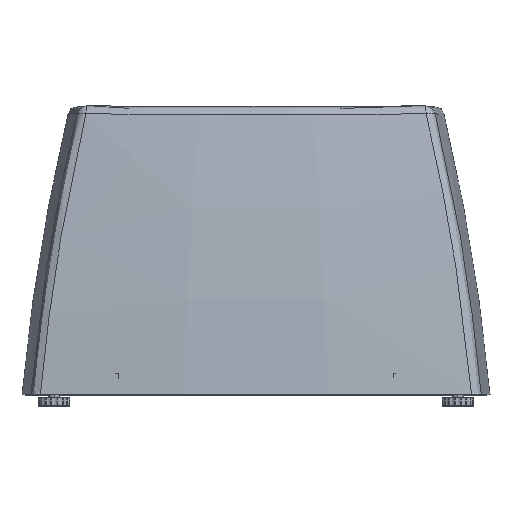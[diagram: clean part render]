
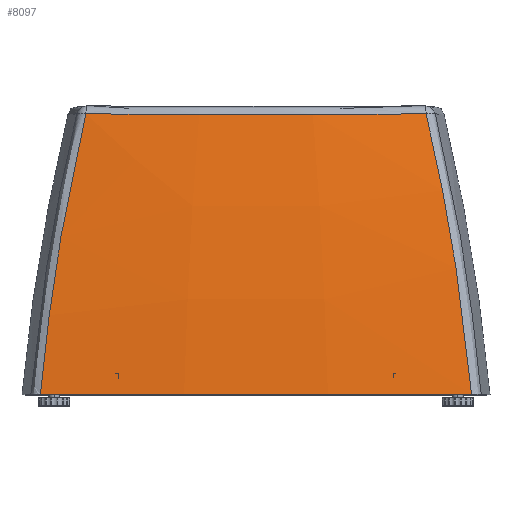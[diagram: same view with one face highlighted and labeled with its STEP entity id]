
A CAD part, top view. The second image highlights one B-rep face of the part: STEP entity #8097.
In plain terms, the highlighted free-form (B-spline) face has degree [3, 3] with [4, 4] control points.
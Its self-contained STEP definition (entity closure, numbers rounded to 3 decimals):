
#21 = CARTESIAN_POINT ( 'NONE',  ( 62.499, -199.704, 182.171 ) ) ;
#61 = CARTESIAN_POINT ( 'NONE',  ( -26.593, -176.958, 261.871 ) ) ;
#203 = CARTESIAN_POINT ( 'NONE',  ( 159.197, -167.702, 262.503 ) ) ;
#492 = VERTEX_POINT ( 'NONE', #6607 ) ;
#557 = CARTESIAN_POINT ( 'NONE',  ( 177.35, -186.082, 176.378 ) ) ;
#653 = CARTESIAN_POINT ( 'NONE',  ( 168.773, -177.401, 219.641 ) ) ;
#665 = CARTESIAN_POINT ( 'NONE',  ( -210., -210., 0. ) ) ;
#711 = CARTESIAN_POINT ( 'NONE',  ( 201.371, -201.371, 92.171 ) ) ;
#725 = ORIENTED_EDGE ( 'NONE', *, *, #1847, .T. ) ;
#857 = CARTESIAN_POINT ( 'NONE',  ( -201.371, -201.371, 92.171 ) ) ;
#995 = CARTESIAN_POINT ( 'NONE',  ( -145.981, -169.247, 262.396 ) ) ;
#1042 = CARTESIAN_POINT ( 'NONE',  ( 6.647, -176.958, 261.871 ) ) ;
#1247 = B_SPLINE_CURVE_WITH_KNOTS ( 'NONE', 3,
 ( #5959, #8004, #4457, #2739, #9613, #8877, #8928, #9562, #9662, #5009, #5211, #8196, #8830, #4316, #7461, #2094 ),
 .UNSPECIFIED., .F., .F.,
 ( 4, 2, 2, 2, 2, 2, 2, 4 ),
 ( 0., 0.034, 0.067, 0.101, 0.135, 0.202, 0.236, 0.27 ),
 .UNSPECIFIED. ) ;
#1276 = EDGE_LOOP ( 'NONE', ( #1978, #4545, #725, #2736 ) ) ;
#1445 = CARTESIAN_POINT ( 'NONE',  ( 70.316, -223.333, 0. ) ) ;
#1548 = CARTESIAN_POINT ( 'NONE',  ( 67.538, -223.077, 0. ) ) ;
#1847 = EDGE_CURVE ( 'NONE', #7808, #492, #3746, .T. ) ;
#1925 = CARTESIAN_POINT ( 'NONE',  ( 199.008, -207.979, 27.833 ) ) ;
#1968 = CARTESIAN_POINT ( 'NONE',  ( 201.256, -210.25, 5.573 ) ) ;
#1972 = CARTESIAN_POINT ( 'NONE',  ( 159.197, -167.702, 262.503 ) ) ;
#1978 = ORIENTED_EDGE ( 'NONE', *, *, #7299, .T. ) ;
#2094 = CARTESIAN_POINT ( 'NONE',  ( -201.771, -210.77, 0. ) ) ;
#2114 = CARTESIAN_POINT ( 'NONE',  ( 201.771, -210.77, 0. ) ) ;
#2736 = ORIENTED_EDGE ( 'NONE', *, *, #9655, .T. ) ;
#2739 = CARTESIAN_POINT ( 'NONE',  ( -168.772, -177.4, 219.645 ) ) ;
#2899 = CARTESIAN_POINT ( 'NONE',  ( 195.871, -204.809, 55.584 ) ) ;
#2964 = CARTESIAN_POINT ( 'NONE',  ( -70.316, -223.333, 0. ) ) ;
#3049 = CARTESIAN_POINT ( 'NONE',  ( -53.159, -176.189, 261.922 ) ) ;
#3187 = CARTESIAN_POINT ( 'NONE',  ( 132.765, -170.793, 262.288 ) ) ;
#3601 = CARTESIAN_POINT ( 'NONE',  ( 171.009, -179.664, 208.861 ) ) ;
#3650 = CARTESIAN_POINT ( 'NONE',  ( 201.771, -210.77, 0. ) ) ;
#3746 = B_SPLINE_CURVE_WITH_KNOTS ( 'NONE', 3,
 ( #203, #3187, #8358, #7766, #9181, #9083, #4623, #8408, #1042, #61, #3049, #3884, #6932, #7627, #995, #6840 ),
 .UNSPECIFIED., .F., .F.,
 ( 4, 2, 2, 2, 2, 2, 2, 4 ),
 ( 0., 0.08, 0.12, 0.14, 0.159, 0.239, 0.279, 0.319 ),
 .UNSPECIFIED. ) ;
#3799 = CARTESIAN_POINT ( 'NONE',  ( -55.405, -178.333, 270. ) ) ;
#3884 = CARTESIAN_POINT ( 'NONE',  ( -92.969, -173.877, 262.079 ) ) ;
#4158 = B_SPLINE_SURFACE_WITH_KNOTS ( 'NONE', 3, 3, ( 
 ( #665, #857, #7492, #6033 ),
 ( #2964, #5241, #8957, #3799 ),
 ( #1445, #4441, #21, #9002 ),
 ( #9049, #711, #6661, #8131 ) ),
 .UNSPECIFIED., .F., .F., .F.,
 ( 4, 4 ),
 ( 4, 4 ),
 ( 0., 1. ),
 ( 0., 1. ),
 .UNSPECIFIED. ) ;
#4287 = CARTESIAN_POINT ( 'NONE',  ( 188.476, -197.335, 110.808 ) ) ;
#4316 = CARTESIAN_POINT ( 'NONE',  ( -199.616, -208.593, 22.281 ) ) ;
#4330 = CARTESIAN_POINT ( 'NONE',  ( 199.593, -208.57, 22.274 ) ) ;
#4441 = CARTESIAN_POINT ( 'NONE',  ( 67.469, -214.704, 92.171 ) ) ;
#4457 = CARTESIAN_POINT ( 'NONE',  ( -164.119, -172.688, 241.134 ) ) ;
#4541 = CARTESIAN_POINT ( 'NONE',  ( 201.771, -210.77, 0. ) ) ;
#4545 = ORIENTED_EDGE ( 'NONE', *, *, #4962, .T. ) ;
#4582 = FACE_OUTER_BOUND ( 'NONE', #1276, .T. ) ;
#4623 = CARTESIAN_POINT ( 'NONE',  ( 26.598, -176.717, 261.887 ) ) ;
#4736 = VERTEX_POINT ( 'NONE', #7322 ) ;
#4928 = CARTESIAN_POINT ( 'NONE',  ( 159.197, -167.702, 262.503 ) ) ;
#4962 = EDGE_CURVE ( 'NONE', #7373, #7808, #7727, .T. ) ;
#4976 = CARTESIAN_POINT ( 'NONE',  ( 164.12, -172.689, 241.13 ) ) ;
#5009 = CARTESIAN_POINT ( 'NONE',  ( -188.479, -197.338, 110.783 ) ) ;
#5211 = CARTESIAN_POINT ( 'NONE',  ( -191.66, -200.553, 88.767 ) ) ;
#5241 = CARTESIAN_POINT ( 'NONE',  ( -67.469, -214.704, 92.171 ) ) ;
#5926 = CARTESIAN_POINT ( 'NONE',  ( 175.297, -184.005, 187.229 ) ) ;
#5959 = CARTESIAN_POINT ( 'NONE',  ( -159.197, -167.702, 262.503 ) ) ;
#6033 = CARTESIAN_POINT ( 'NONE',  ( -165., -165., 270. ) ) ;
#6552 = CARTESIAN_POINT ( 'NONE',  ( 161.703, -170.241, 251.838 ) ) ;
#6607 = CARTESIAN_POINT ( 'NONE',  ( -159.197, -167.702, 262.503 ) ) ;
#6661 = CARTESIAN_POINT ( 'NONE',  ( 186.371, -186.371, 182.171 ) ) ;
#6760 = CARTESIAN_POINT ( 'NONE',  ( -201.771, -210.77, 0. ) ) ;
#6840 = CARTESIAN_POINT ( 'NONE',  ( -159.197, -167.702, 262.503 ) ) ;
#6932 = CARTESIAN_POINT ( 'NONE',  ( -106.235, -172.914, 262.144 ) ) ;
#7188 = CARTESIAN_POINT ( 'NONE',  ( 183.143, -191.942, 143.68 ) ) ;
#7286 = CARTESIAN_POINT ( 'NONE',  ( 181.273, -190.051, 154.604 ) ) ;
#7299 = EDGE_CURVE ( 'NONE', #4736, #7373, #7906, .T. ) ;
#7322 = CARTESIAN_POINT ( 'NONE',  ( -201.771, -210.77, 0. ) ) ;
#7373 = VERTEX_POINT ( 'NONE', #2114 ) ;
#7380 = CARTESIAN_POINT ( 'NONE',  ( 200.717, -209.705, 11.145 ) ) ;
#7461 = CARTESIAN_POINT ( 'NONE',  ( -200.74, -209.729, 11.147 ) ) ;
#7492 = CARTESIAN_POINT ( 'NONE',  ( -186.371, -186.371, 182.171 ) ) ;
#7627 = CARTESIAN_POINT ( 'NONE',  ( -132.746, -170.598, 262.303 ) ) ;
#7647 = CARTESIAN_POINT ( 'NONE',  ( -67.538, -223.077, 0. ) ) ;
#7727 = B_SPLINE_CURVE_WITH_KNOTS ( 'NONE', 3,
 ( #3650, #1968, #7380, #4330, #1925, #8700, #2899, #8021, #4287, #7188, #7286, #557, #5926, #3601, #653, #4976, #6552, #4928 ),
 .UNSPECIFIED., .F., .F.,
 ( 4, 2, 2, 2, 2, 2, 2, 2, 4 ),
 ( 0., 0.017, 0.034, 0.067, 0.135, 0.169, 0.202, 0.236, 0.27 ),
 .UNSPECIFIED. ) ;
#7766 = CARTESIAN_POINT ( 'NONE',  ( 66.474, -175.416, 261.975 ) ) ;
#7808 = VERTEX_POINT ( 'NONE', #1972 ) ;
#7906 = B_SPLINE_CURVE_WITH_KNOTS ( 'NONE', 3,
 ( #6760, #7647, #1548, #4541 ),
 .UNSPECIFIED., .F., .F.,
 ( 4, 4 ),
 ( 0., 1. ),
 .UNSPECIFIED. ) ;
#8004 = CARTESIAN_POINT ( 'NONE',  ( -161.703, -170.241, 251.838 ) ) ;
#8021 = CARTESIAN_POINT ( 'NONE',  ( 191.657, -200.551, 88.784 ) ) ;
#8097 = ADVANCED_FACE ( 'NONE', ( #4582 ), #4158, .T. ) ;
#8131 = CARTESIAN_POINT ( 'NONE',  ( 165., -165., 270. ) ) ;
#8196 = CARTESIAN_POINT ( 'NONE',  ( -195.871, -204.809, 55.588 ) ) ;
#8358 = CARTESIAN_POINT ( 'NONE',  ( 106.28, -173.104, 262.131 ) ) ;
#8408 = CARTESIAN_POINT ( 'NONE',  ( 13.296, -176.91, 261.874 ) ) ;
#8700 = CARTESIAN_POINT ( 'NONE',  ( 197.182, -206.134, 44.496 ) ) ;
#8830 = CARTESIAN_POINT ( 'NONE',  ( -197.181, -206.133, 44.503 ) ) ;
#8877 = CARTESIAN_POINT ( 'NONE',  ( -175.3, -184.008, 187.216 ) ) ;
#8928 = CARTESIAN_POINT ( 'NONE',  ( -177.354, -186.086, 176.36 ) ) ;
#8957 = CARTESIAN_POINT ( 'NONE',  ( -62.499, -199.704, 182.171 ) ) ;
#9002 = CARTESIAN_POINT ( 'NONE',  ( 55.405, -178.333, 270. ) ) ;
#9049 = CARTESIAN_POINT ( 'NONE',  ( 210., -210., 0. ) ) ;
#9083 = CARTESIAN_POINT ( 'NONE',  ( 33.251, -176.573, 261.897 ) ) ;
#9181 = CARTESIAN_POINT ( 'NONE',  ( 53.193, -175.994, 261.936 ) ) ;
#9562 = CARTESIAN_POINT ( 'NONE',  ( -181.277, -190.055, 154.579 ) ) ;
#9613 = CARTESIAN_POINT ( 'NONE',  ( -171.009, -179.665, 208.86 ) ) ;
#9655 = EDGE_CURVE ( 'NONE', #492, #4736, #1247, .T. ) ;
#9662 = CARTESIAN_POINT ( 'NONE',  ( -183.147, -191.947, 143.654 ) ) ;
